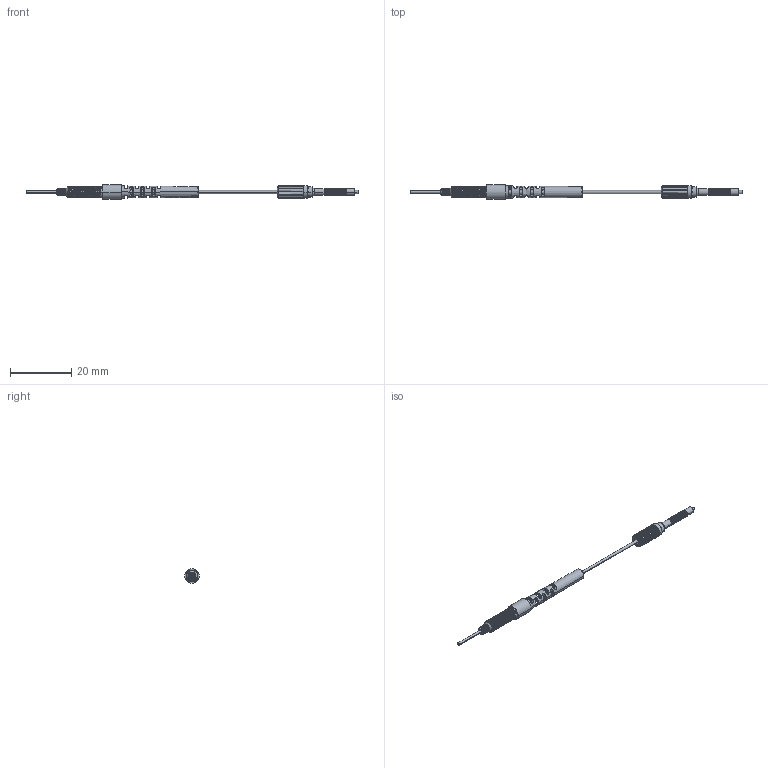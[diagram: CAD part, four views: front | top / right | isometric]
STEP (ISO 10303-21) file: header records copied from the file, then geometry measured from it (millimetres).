
FILE_DESCRIPTION((''),'2;1');
FILE_NAME('PTS4Y10-I_ASM','2020-06-09T11:04:42',('Administrator'),(''),'CREO PARAMETRIC BY PTC INC, 2018400','CREO PARAMETRIC BY PTC INC, 2018400','');
FILE_SCHEMA(('AUTOMOTIVE_DESIGN { 1 0 10303 214 1 1 1 1 }'));
Length unit declared in the file: millimetre
Products named in the file (7): BOJKE-M4____; 10XIAN____; JW22_10_____; PTM3M4-22_____; 10-4MMHT_____ASM; 9-5___; PTS4Y10-I_ASM
Assembly tree (6 placements, depth 3):
  PTS4Y10-I_ASM
    BOJKE-M4____
    10-4MMHT_____ASM
      10XIAN____
      JW22_10_____
      PTM3M4-22_____
    9-5___
Bounding box: 108 x 4.8 x 4.8 mm (x, y, z)
Volume: 579 mm3; surface area: 1713.5 mm2
Topology: 5 solids, 5 shells, 637 faces, 1575 edges, 962 vertices
Faces by surface type: cylinder 252, plane 160, torus 108, bspline 95, cone 22
Entity records: 32733 total; most frequent: CARTESIAN_POINT 16353, ORIENTED_EDGE 3150, DIRECTION 3064, EDGE_CURVE 1575, AXIS2_PLACEMENT_3D 1367, VERTEX_POINT 962, CIRCLE 809, EDGE_LOOP 687
